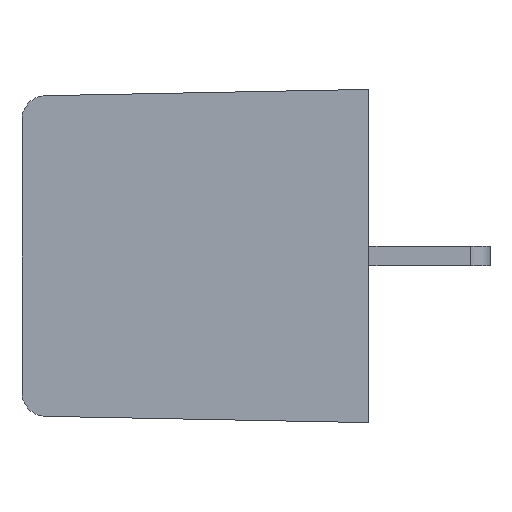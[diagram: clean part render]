
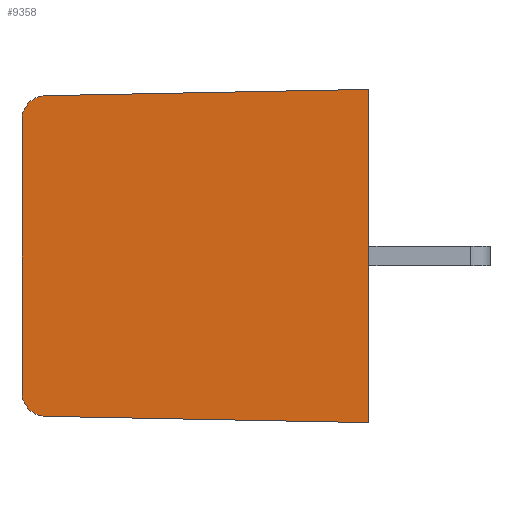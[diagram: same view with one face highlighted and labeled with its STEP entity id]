
A CAD part, left-side view. The second image highlights one B-rep face of the part: STEP entity #9358.
In plain terms, the highlighted planar face has unit normal (-1, 0.014, 0).
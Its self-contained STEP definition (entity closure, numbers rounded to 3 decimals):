
#212=DIRECTION('',(0.,0.,1.));
#213=VECTOR('',#212,14.15);
#214=CARTESIAN_POINT('',(110.25,18.,-15.725));
#215=LINE('',#214,#213);
#216=CARTESIAN_POINT('',(110.25,18.,-1.575));
#217=CARTESIAN_POINT('',(110.25,18.,-1.37));
#218=CARTESIAN_POINT('',(110.249,17.912,-1.048));
#219=CARTESIAN_POINT('',(110.245,17.661,-0.682));
#220=CARTESIAN_POINT('',(110.24,17.3,-0.423));
#221=CARTESIAN_POINT('',(110.236,16.978,-0.329));
#222=CARTESIAN_POINT('',(110.233,16.774,-0.325));
#224=DIRECTION('',(-0.014,-1.,0.019));
#225=VECTOR('',#224,16.779);
#226=CARTESIAN_POINT('',(110.233,16.774,-0.325));
#227=LINE('',#226,#225);
#228=DIRECTION('',(0.,0.,-1.));
#229=VECTOR('',#228,17.3);
#230=CARTESIAN_POINT('',(110.,0.,0.));
#231=LINE('',#230,#229);
#232=DIRECTION('',(0.014,1.,0.019));
#233=VECTOR('',#232,16.779);
#234=CARTESIAN_POINT('',(110.,0.,-17.3));
#235=LINE('',#234,#233);
#236=CARTESIAN_POINT('',(110.233,16.774,-16.975));
#237=CARTESIAN_POINT('',(110.236,16.978,-16.971));
#238=CARTESIAN_POINT('',(110.24,17.3,-16.877));
#239=CARTESIAN_POINT('',(110.245,17.661,-16.618));
#240=CARTESIAN_POINT('',(110.249,17.912,-16.252));
#241=CARTESIAN_POINT('',(110.25,18.,-15.93));
#242=CARTESIAN_POINT('',(110.25,18.,-15.725));
#8092=CARTESIAN_POINT('',(110.25,18.,-15.725));
#8093=VERTEX_POINT('',#8092);
#8094=VERTEX_POINT('',#236);
#8095=CARTESIAN_POINT('',(110.25,18.,-1.575));
#8096=VERTEX_POINT('',#8095);
#8097=CARTESIAN_POINT('',(110.233,16.774,
-0.325));
#8098=VERTEX_POINT('',#8097);
#8099=CARTESIAN_POINT('',(110.,0.,0.));
#8100=VERTEX_POINT('',#8099);
#8101=CARTESIAN_POINT('',(110.,0.,-17.3));
#8102=VERTEX_POINT('',#8101);
#9345=CARTESIAN_POINT('',(110.125,9.,-8.65));
#9346=DIRECTION('',(1.,-0.014,0.));
#9347=DIRECTION('',(-0.014,-1.,0.));
#9348=AXIS2_PLACEMENT_3D('',#9345,#9346,#9347);
#9349=PLANE('',#9348);
#9350=ORIENTED_EDGE('',*,*,#9283,.T.);
#9351=ORIENTED_EDGE('',*,*,#9298,.T.);
#9352=ORIENTED_EDGE('',*,*,#9312,.T.);
#9353=ORIENTED_EDGE('',*,*,#9325,.T.);
#9354=ORIENTED_EDGE('',*,*,#9339,.T.);
#9355=ORIENTED_EDGE('',*,*,#9269,.T.);
#9356=EDGE_LOOP('',(#9350,#9351,#9352,#9353,#9354,#9355));
#9357=FACE_OUTER_BOUND('',#9356,.F.);
#223=B_SPLINE_CURVE_WITH_KNOTS('',3,(#216,#217,#218,#219,#220,#221,#222),
.UNSPECIFIED.,.F.,.F.,(4,1,1,1,4),(0.,0.25,0.5,0.75,1.),
.UNSPECIFIED.);
#243=B_SPLINE_CURVE_WITH_KNOTS('',3,(#236,#237,#238,#239,#240,#241,#242),
.UNSPECIFIED.,.F.,.F.,(4,1,1,1,4),(0.,0.25,0.5,0.75,1.),
.UNSPECIFIED.);
#9269=EDGE_CURVE('',#8094,#8093,#243,.T.);
#9283=EDGE_CURVE('',#8093,#8096,#215,.T.);
#9298=EDGE_CURVE('',#8096,#8098,#223,.T.);
#9312=EDGE_CURVE('',#8098,#8100,#227,.T.);
#9325=EDGE_CURVE('',#8100,#8102,#231,.T.);
#9339=EDGE_CURVE('',#8102,#8094,#235,.T.);
#9358=ADVANCED_FACE('',(#9357),#9349,.F.);
